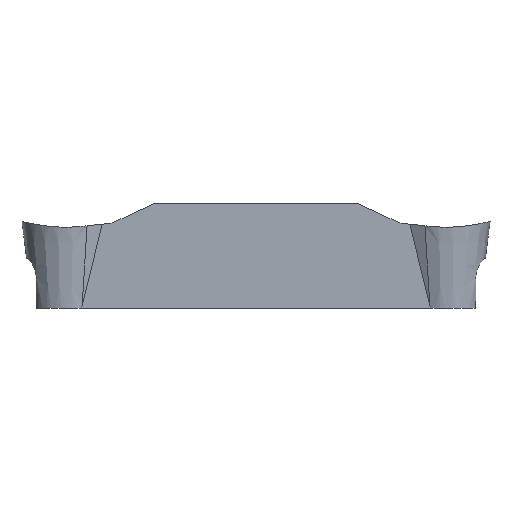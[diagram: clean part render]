
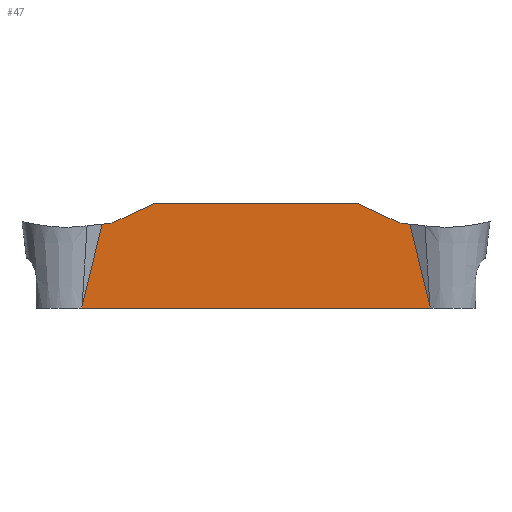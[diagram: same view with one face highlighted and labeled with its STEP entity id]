
A CAD part, left-side view. The second image highlights one B-rep face of the part: STEP entity #47.
In plain terms, the highlighted planar face has unit normal (-1, 0, 0).
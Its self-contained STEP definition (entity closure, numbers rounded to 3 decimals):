
#47=ADVANCED_FACE('SIDE_IB_1_SU5',(#83),#69,.F.);
#69=PLANE('',#480);
#83=FACE_OUTER_BOUND('',#105,.T.);
#105=EDGE_LOOP('',(#151,#152,#153,#154,#155,#156,#157,#158,#159,#160,#161,
#162));
#127=ELLIPSE('',#478,1.064,0.8);
#128=ELLIPSE('',#479,1.064,0.8);
#137=B_SPLINE_CURVE_WITH_KNOTS('',3,(#709,#710,#711,#712),.UNSPECIFIED.,
 .F.,.F.,(4,4),(0.,1.),.UNSPECIFIED.);
#138=B_SPLINE_CURVE_WITH_KNOTS('',3,(#716,#717,#718,#719),.UNSPECIFIED.,
 .F.,.F.,(4,4),(0.,1.),.UNSPECIFIED.);
#151=ORIENTED_EDGE('',*,*,#311,.F.);
#152=ORIENTED_EDGE('',*,*,#312,.F.);
#153=ORIENTED_EDGE('',*,*,#313,.F.);
#154=ORIENTED_EDGE('',*,*,#314,.F.);
#155=ORIENTED_EDGE('',*,*,#315,.F.);
#156=ORIENTED_EDGE('',*,*,#316,.F.);
#157=ORIENTED_EDGE('',*,*,#317,.F.);
#158=ORIENTED_EDGE('',*,*,#318,.F.);
#159=ORIENTED_EDGE('',*,*,#319,.F.);
#160=ORIENTED_EDGE('',*,*,#320,.F.);
#161=ORIENTED_EDGE('',*,*,#321,.F.);
#162=ORIENTED_EDGE('',*,*,#322,.F.);
#271=VERTEX_POINT('',#705);
#272=VERTEX_POINT('',#706);
#273=VERTEX_POINT('',#708);
#274=VERTEX_POINT('',#713);
#275=VERTEX_POINT('',#715);
#276=VERTEX_POINT('',#720);
#277=VERTEX_POINT('',#722);
#278=VERTEX_POINT('',#724);
#279=VERTEX_POINT('',#726);
#280=VERTEX_POINT('',#728);
#281=VERTEX_POINT('',#730);
#282=VERTEX_POINT('',#732);
#311=EDGE_CURVE('',#271,#272,#371,.T.);
#312=EDGE_CURVE('',#273,#271,#372,.T.);
#313=EDGE_CURVE('',#274,#273,#137,.T.);
#314=EDGE_CURVE('',#275,#274,#373,.T.);
#315=EDGE_CURVE('',#276,#275,#138,.T.);
#316=EDGE_CURVE('',#277,#276,#374,.T.);
#317=EDGE_CURVE('',#278,#277,#375,.T.);
#318=EDGE_CURVE('',#279,#278,#127,.T.);
#319=EDGE_CURVE('',#280,#279,#376,.T.);
#320=EDGE_CURVE('',#281,#280,#377,.T.);
#321=EDGE_CURVE('',#282,#281,#378,.T.);
#322=EDGE_CURVE('',#272,#282,#128,.T.);
#371=LINE('',#704,#407);
#372=LINE('',#707,#408);
#373=LINE('',#714,#409);
#374=LINE('',#721,#410);
#375=LINE('',#723,#411);
#376=LINE('',#727,#412);
#377=LINE('',#729,#413);
#378=LINE('',#731,#414);
#407=VECTOR('',#516,1.);
#408=VECTOR('',#517,1.);
#409=VECTOR('',#518,1.);
#410=VECTOR('',#519,1.);
#411=VECTOR('',#520,1.);
#412=VECTOR('',#523,1.);
#413=VECTOR('',#524,1.);
#414=VECTOR('',#525,1.);
#478=AXIS2_PLACEMENT_3D('',#725,#521,#522);
#479=AXIS2_PLACEMENT_3D('',#733,#526,#527);
#480=AXIS2_PLACEMENT_3D('',#734,#528,#529);
#516=DIRECTION('',(0.,-0.995,0.104));
#517=DIRECTION('',(0.,-0.238,0.971));
#518=DIRECTION('',(0.,1.,0.));
#519=DIRECTION('',(0.,-0.238,-0.971));
#520=DIRECTION('',(0.,-0.995,-0.104));
#521=DIRECTION('',(-1.,0.,0.));
#522=DIRECTION('',(0.,-0.906,-0.423));
#523=DIRECTION('',(0.,-0.906,-0.423));
#524=DIRECTION('',(0.,-1.,0.));
#525=DIRECTION('',(0.,-0.906,0.423));
#526=DIRECTION('',(-1.,0.,0.));
#527=DIRECTION('',(0.,0.906,-0.423));
#528=DIRECTION('',(1.,0.,0.));
#529=DIRECTION('',(0.,0.,-1.));
#704=CARTESIAN_POINT('',(-1.6,0.11,1.05));
#705=CARTESIAN_POINT('',(-1.6,8.542,0.168));
#706=CARTESIAN_POINT('',(-1.6,8.209,0.203));
#707=CARTESIAN_POINT('',(-1.6,8.095,1.988));
#708=CARTESIAN_POINT('',(-1.6,9.649,-4.337));
#709=CARTESIAN_POINT('',(-1.6,9.688,-4.495));
#710=CARTESIAN_POINT('',(-1.6,9.675,-4.443));
#711=CARTESIAN_POINT('',(-1.6,9.662,-4.39));
#712=CARTESIAN_POINT('',(-1.6,9.649,-4.337));
#713=CARTESIAN_POINT('',(-1.6,9.688,-4.495));
#714=CARTESIAN_POINT('',(-1.6,0.,-4.495));
#715=CARTESIAN_POINT('',(-1.6,-9.688,-4.495));
#716=CARTESIAN_POINT('',(-1.6,-9.649,-4.337));
#717=CARTESIAN_POINT('',(-1.6,-9.662,-4.39));
#718=CARTESIAN_POINT('',(-1.6,-9.675,-4.443));
#719=CARTESIAN_POINT('',(-1.6,-9.688,-4.495));
#720=CARTESIAN_POINT('',(-1.6,-9.649,-4.337));
#721=CARTESIAN_POINT('',(-1.6,-8.095,1.988));
#722=CARTESIAN_POINT('',(-1.6,-8.542,0.168));
#723=CARTESIAN_POINT('',(-1.6,-0.11,1.05));
#724=CARTESIAN_POINT('',(-1.6,-8.209,0.203));
#725=CARTESIAN_POINT('',(-1.6,-8.114,1.05));
#726=CARTESIAN_POINT('',(-1.6,-7.776,0.325));
#727=CARTESIAN_POINT('',(-1.6,-1.513,3.245));
#728=CARTESIAN_POINT('',(-1.6,-5.694,1.295));
#729=CARTESIAN_POINT('',(-1.6,0.,1.295));
#730=CARTESIAN_POINT('',(-1.6,5.694,1.295));
#731=CARTESIAN_POINT('',(-1.6,1.513,3.245));
#732=CARTESIAN_POINT('',(-1.6,7.776,0.325));
#733=CARTESIAN_POINT('',(-1.6,8.114,1.05));
#734=CARTESIAN_POINT('',(-1.6,0.,0.));
